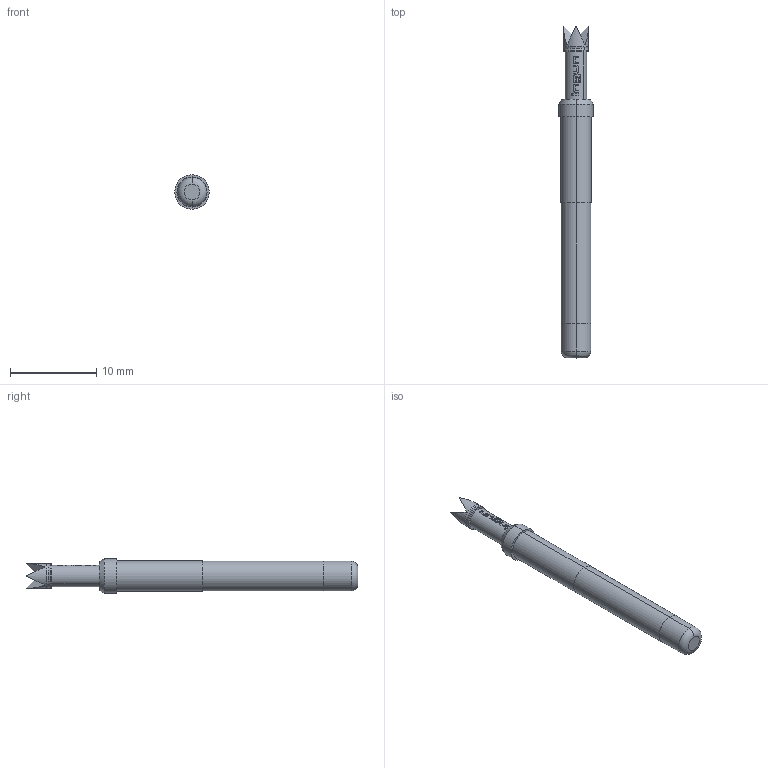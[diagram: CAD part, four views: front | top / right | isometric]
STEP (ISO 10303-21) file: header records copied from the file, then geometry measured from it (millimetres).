
FILE_DESCRIPTION (( 'STEP AP203' ), '1' );
FILE_NAME ('INGUN_BCP-150_314_290_A_xx02.STEP', '2024-05-17T05:07:49', ( '' ), ( '' ), 'SwSTEP 2.0', 'SolidWorks 2021', '' );
FILE_SCHEMA (( 'CONFIG_CONTROL_DESIGN' ));
Length unit declared in the file: millimetre
Products named in the file (1): INGUN_BCP-150_314_290_A_xx02
Bounding box: 4 x 38.5 x 4 mm (x, y, z)
Volume: 326.4 mm3; surface area: 420.8 mm2
Topology: 1 solids, 1 shells, 104 faces, 256 edges, 165 vertices
Faces by surface type: plane 54, bspline 22, cylinder 20, torus 6, cone 2
Entity records: 3421 total; most frequent: CARTESIAN_POINT 1070, ORIENTED_EDGE 512, DIRECTION 406, EDGE_CURVE 256, VERTEX_POINT 165, AXIS2_PLACEMENT_3D 161, EDGE_LOOP 115, FACE_OUTER_BOUND 104
